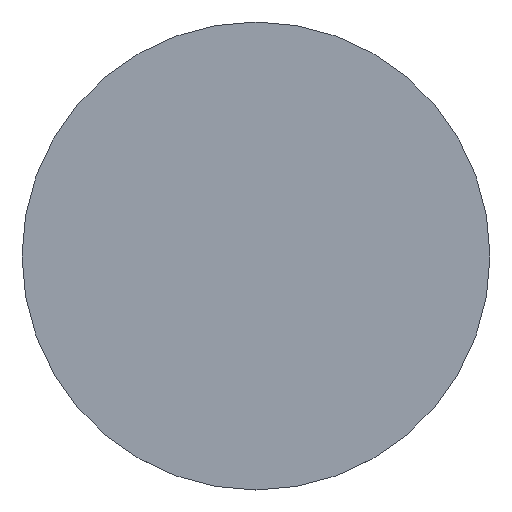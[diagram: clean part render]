
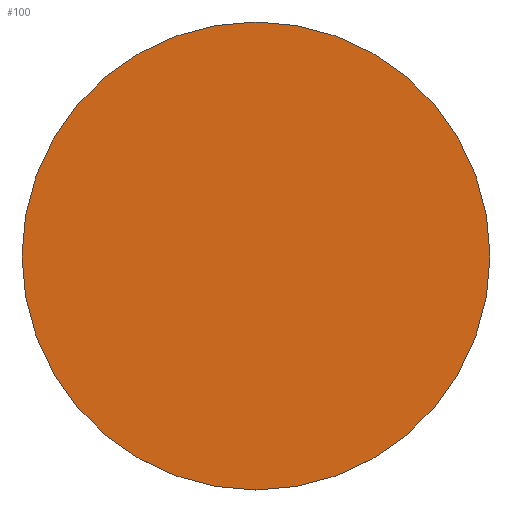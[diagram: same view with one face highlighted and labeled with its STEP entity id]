
A CAD part, top view. The second image highlights one B-rep face of the part: STEP entity #100.
In plain terms, the highlighted planar face has unit normal (0, 0, 1).
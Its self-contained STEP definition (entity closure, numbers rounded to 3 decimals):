
#10 = DIRECTION ( 'NONE',  ( 1., 0., 0. ) ) ;
#22 = EDGE_LOOP ( 'NONE', ( #129, #122 ) ) ;
#24 = EDGE_CURVE ( 'NONE', #137, #109, #99, .T. ) ;
#25 = CARTESIAN_POINT ( 'NONE',  ( 0., 0., 0.2 ) ) ;
#27 = CARTESIAN_POINT ( 'NONE',  ( -25., 0., 0.2 ) ) ;
#41 = CARTESIAN_POINT ( 'NONE',  ( 0., 0., 0.2 ) ) ;
#58 = CIRCLE ( 'NONE', #59, 25. ) ;
#59 = AXIS2_PLACEMENT_3D ( 'NONE', #94, #156, #104 ) ;
#74 = FACE_OUTER_BOUND ( 'NONE', #22, .T. ) ;
#76 = AXIS2_PLACEMENT_3D ( 'NONE', #41, #127, #131 ) ;
#79 = PLANE ( 'NONE',  #76 ) ;
#89 = EDGE_CURVE ( 'NONE', #109, #137, #58, .T. ) ;
#94 = CARTESIAN_POINT ( 'NONE',  ( 0., 0., 0.2 ) ) ;
#99 = CIRCLE ( 'NONE', #163, 25. ) ;
#100 = ADVANCED_FACE ( 'NONE', ( #74 ), #79, .T. ) ;
#104 = DIRECTION ( 'NONE',  ( 1., 0., 0. ) ) ;
#109 = VERTEX_POINT ( 'NONE', #152 ) ;
#122 = ORIENTED_EDGE ( 'NONE', *, *, #89, .T. ) ;
#127 = DIRECTION ( 'NONE',  ( 0., 0., 1. ) ) ;
#129 = ORIENTED_EDGE ( 'NONE', *, *, #24, .T. ) ;
#131 = DIRECTION ( 'NONE',  ( 1., 0., 0. ) ) ;
#137 = VERTEX_POINT ( 'NONE', #27 ) ;
#143 = DIRECTION ( 'NONE',  ( 0., 0., 1. ) ) ;
#152 = CARTESIAN_POINT ( 'NONE',  ( 25., 0., 0.2 ) ) ;
#156 = DIRECTION ( 'NONE',  ( 0., 0., 1. ) ) ;
#163 = AXIS2_PLACEMENT_3D ( 'NONE', #25, #143, #10 ) ;
